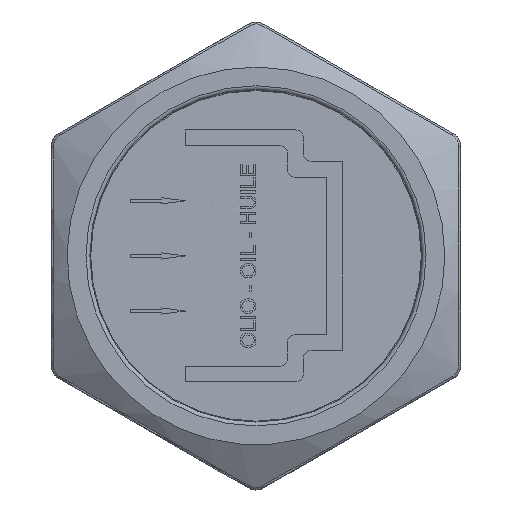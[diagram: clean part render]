
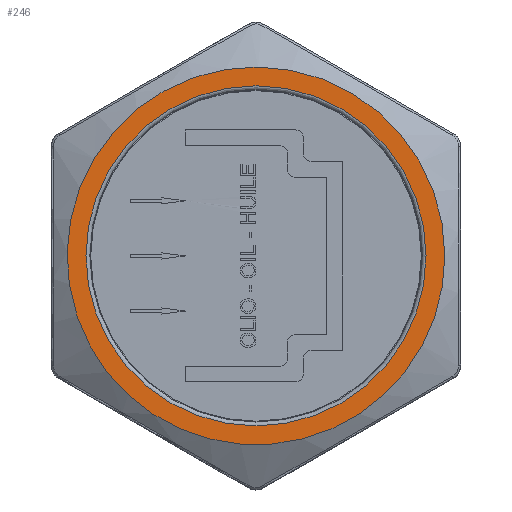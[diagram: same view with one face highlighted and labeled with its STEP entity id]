
A CAD part, top view. The second image highlights one B-rep face of the part: STEP entity #246.
In plain terms, the highlighted planar face has unit normal (0, 0, 1).
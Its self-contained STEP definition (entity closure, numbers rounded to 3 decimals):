
#246 = ADVANCED_FACE( '', ( #679, #680 ), #681, .T. );
#679 = FACE_BOUND( '', #1355, .T. );
#680 = FACE_OUTER_BOUND( '', #1356, .T. );
#681 = PLANE( '', #1357 );
#1355 = EDGE_LOOP( '', ( #3121 ) );
#1356 = EDGE_LOOP( '', ( #3122 ) );
#1357 = AXIS2_PLACEMENT_3D( '', #3123, #3124, #3125 );
#3121 = ORIENTED_EDGE( '', *, *, #4849, .T. );
#3122 = ORIENTED_EDGE( '', *, *, #4850, .T. );
#3123 = CARTESIAN_POINT( '', ( 0., 0., 19. ) );
#3124 = DIRECTION( '', ( 0., 0., 1. ) );
#3125 = DIRECTION( '', ( 1., 0., 0. ) );
#4849 = EDGE_CURVE( '', #5526, #5526, #5527, .F. );
#4850 = EDGE_CURVE( '', #5528, #5528, #5529, .T. );
#5526 = VERTEX_POINT( '', #6522 );
#5527 = CIRCLE( '', #6523, 10.8 );
#5528 = VERTEX_POINT( '', #6524 );
#5529 = CIRCLE( '', #6525, 11.992 );
#6522 = CARTESIAN_POINT( '', ( 10.8, 0., 19. ) );
#6523 = AXIS2_PLACEMENT_3D( '', #8649, #8650, #8651 );
#6524 = CARTESIAN_POINT( '', ( 11.992, 0., 19. ) );
#6525 = AXIS2_PLACEMENT_3D( '', #8652, #8653, #8654 );
#8649 = CARTESIAN_POINT( '', ( 0., 0., 19. ) );
#8650 = DIRECTION( '', ( 0., 0., 1. ) );
#8651 = DIRECTION( '', ( 1., 0., 0. ) );
#8652 = CARTESIAN_POINT( '', ( 0., 0., 19. ) );
#8653 = DIRECTION( '', ( 0., 0., 1. ) );
#8654 = DIRECTION( '', ( 1., 0., 0. ) );
